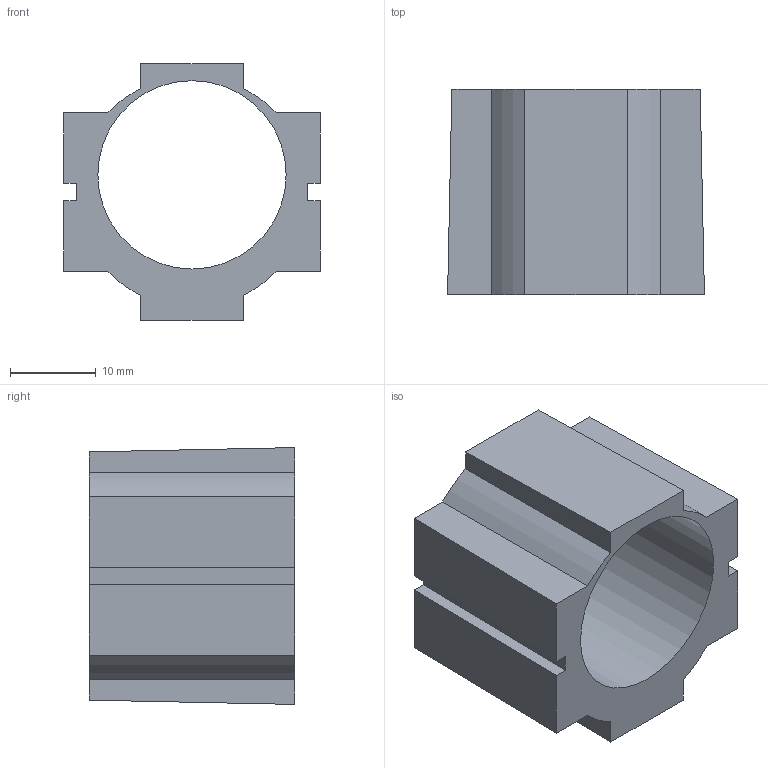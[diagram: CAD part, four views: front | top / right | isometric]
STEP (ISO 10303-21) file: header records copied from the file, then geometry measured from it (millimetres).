
FILE_DESCRIPTION(('FreeCAD Model'),'2;1');
FILE_NAME('Open CASCADE Shape Model','2023-11-11T10:29:08',(''),(''), 'Open CASCADE STEP processor 7.6','FreeCAD','Unknown');
FILE_SCHEMA(('AUTOMOTIVE_DESIGN { 1 0 10303 214 1 1 1 1 }'));
Length unit declared in the file: millimetre
Products named in the file (1): Apextrooper plunger K26 spring guide A1
Bounding box: 30 x 24 x 30 mm (x, y, z)
Volume: 7587 mm3; surface area: 5087 mm2
Topology: 1 solids, 1 shells, 27 faces, 75 edges, 50 vertices
Faces by surface type: bspline 12, plane 10, cylinder 5
Full cylindrical faces by diameter (mm): 22 x1
Entity records: 1781 total; most frequent: CARTESIAN_POINT 508, ORIENTED_EDGE 150, PCURVE 150, DEFINITIONAL_REPRESENTATION 150, DIRECTION 148, B_SPLINE_CURVE_WITH_KNOTS 109, LINE 96, VECTOR 96
